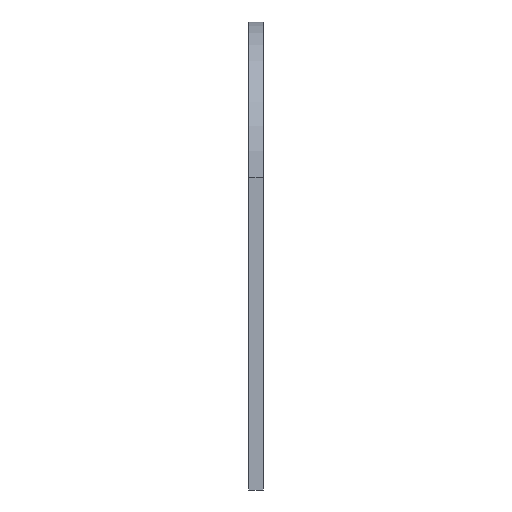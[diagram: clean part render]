
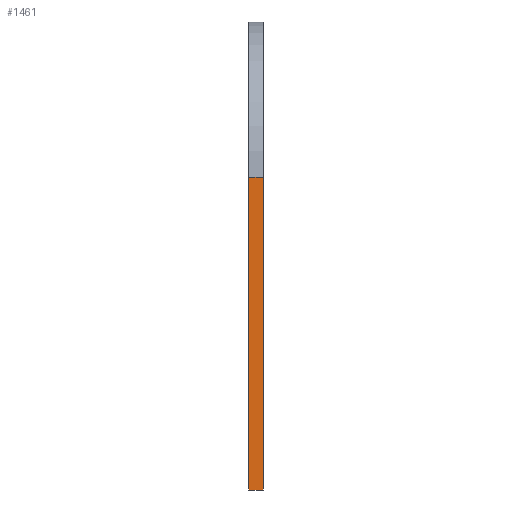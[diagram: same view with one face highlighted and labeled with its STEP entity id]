
A CAD part, left-side view. The second image highlights one B-rep face of the part: STEP entity #1461.
In plain terms, the highlighted planar face has unit normal (-1, 0, 0).
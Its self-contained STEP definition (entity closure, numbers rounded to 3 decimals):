
#81=PLANE('',#1622);
#151=FACE_OUTER_BOUND('',#235,.T.);
#235=EDGE_LOOP('',(#1267,#1268,#1269,#1270));
#261=LINE('',#2076,#399);
#317=LINE('',#2282,#455);
#384=LINE('',#2473,#522);
#385=LINE('',#2475,#523);
#399=VECTOR('',#1654,10.);
#455=VECTOR('',#1822,10.);
#522=VECTOR('',#2023,10.);
#523=VECTOR('',#2026,10.);
#603=VERTEX_POINT('',#2073);
#604=VERTEX_POINT('',#2075);
#686=VERTEX_POINT('',#2281);
#731=VERTEX_POINT('',#2471);
#745=EDGE_CURVE('',#604,#603,#261,.T.);
#843=EDGE_CURVE('',#604,#686,#317,.T.);
#934=EDGE_CURVE('',#603,#731,#384,.T.);
#935=EDGE_CURVE('',#686,#731,#385,.T.);
#1267=ORIENTED_EDGE('',*,*,#745,.T.);
#1268=ORIENTED_EDGE('',*,*,#934,.T.);
#1269=ORIENTED_EDGE('',*,*,#935,.F.);
#1270=ORIENTED_EDGE('',*,*,#843,.F.);
#1461=ADVANCED_FACE('',(#151),#81,.T.);
#1622=AXIS2_PLACEMENT_3D('',#2474,#2024,#2025);
#1654=DIRECTION('',(0.,0.,1.));
#1822=DIRECTION('',(0.,1.,0.));
#2023=DIRECTION('',(0.,1.,0.));
#2024=DIRECTION('center_axis',(-1.,0.,0.));
#2025=DIRECTION('ref_axis',(0.,0.,1.));
#2026=DIRECTION('',(0.,0.,1.));
#2073=CARTESIAN_POINT('',(-16.25,0.,65.));
#2075=CARTESIAN_POINT('',(-16.25,0.,-1.5));
#2076=CARTESIAN_POINT('',(-16.25,0.,-1.5));
#2281=CARTESIAN_POINT('',(-16.25,3.,-1.5));
#2282=CARTESIAN_POINT('',(-16.25,0.,-1.5));
#2471=CARTESIAN_POINT('',(-16.25,3.,65.));
#2473=CARTESIAN_POINT('',(-16.25,0.,65.));
#2474=CARTESIAN_POINT('Origin',(-16.25,0.,-1.5));
#2475=CARTESIAN_POINT('',(-16.25,3.,-1.5));
